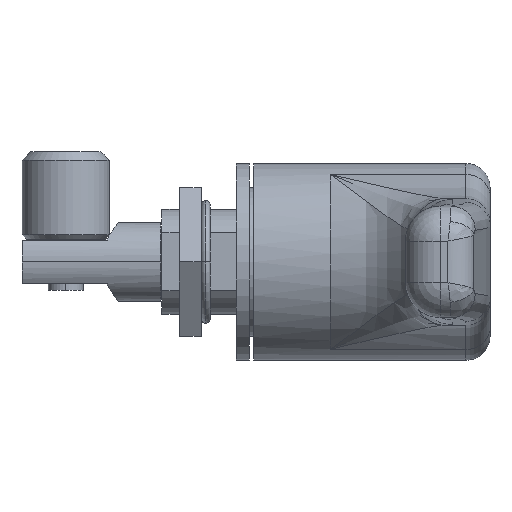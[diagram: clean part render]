
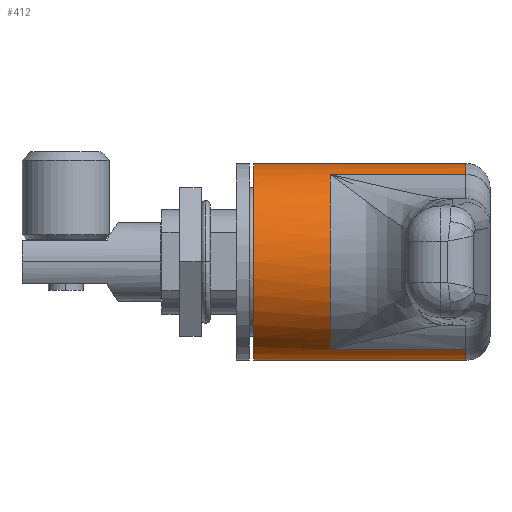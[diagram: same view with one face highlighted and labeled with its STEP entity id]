
A CAD part, front view. The second image highlights one B-rep face of the part: STEP entity #412.
In plain terms, the highlighted cylindrical face has radius 22.5 mm (diameter 45 mm), a partial arc.
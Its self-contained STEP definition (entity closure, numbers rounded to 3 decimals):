
#153 = DIRECTION ( 'NONE',  ( 1., 0., 0. ) ) ;
#155 = CARTESIAN_POINT ( 'NONE',  ( -20., 0., 22.5 ) ) ;
#307 = EDGE_CURVE ( 'NONE', #2202, #2200, #2407, .T. ) ;
#321 = EDGE_CURVE ( 'NONE', #2198, #2185, #2413, .T. ) ;
#412 = ADVANCED_FACE ( 'NONE', ( #4948 ), #4947, .T. ) ;
#501 = DIRECTION ( 'NONE',  ( 1., 0., 0. ) ) ;
#503 = CARTESIAN_POINT ( 'NONE',  ( -20., 0., -22.5 ) ) ;
#635 = EDGE_LOOP ( 'NONE', ( #1407, #1410, #1409, #1411, #1413, #1412, #1414, #1415 ) ) ;
#957 = CARTESIAN_POINT ( 'NONE',  ( -20., 0., 0. ) ) ;
#958 = DIRECTION ( 'NONE',  ( 1., 0., 0. ) ) ;
#959 = DIRECTION ( 'NONE',  ( 0., 0., -1. ) ) ;
#1407 = ORIENTED_EDGE ( 'NONE', *, *, #307, .F. ) ;
#1409 = ORIENTED_EDGE ( 'NONE', *, *, #321, .T. ) ;
#1410 = ORIENTED_EDGE ( 'NONE', *, *, #4651, .F. ) ;
#1411 = ORIENTED_EDGE ( 'NONE', *, *, #4638, .T. ) ;
#1412 = ORIENTED_EDGE ( 'NONE', *, *, #4635, .T. ) ;
#1413 = ORIENTED_EDGE ( 'NONE', *, *, #4640, .F. ) ;
#1414 = ORIENTED_EDGE ( 'NONE', *, *, #4697, .T. ) ;
#1415 = ORIENTED_EDGE ( 'NONE', *, *, #4628, .T. ) ;
#1565 = VERTEX_POINT ( 'NONE', #3629 ) ;
#1570 = VERTEX_POINT ( 'NONE', #3634 ) ;
#1573 = VERTEX_POINT ( 'NONE', #3637 ) ;
#1726 = CARTESIAN_POINT ( 'NONE',  ( -20., -10.316, 19.996 ) ) ;
#1727 = DIRECTION ( 'NONE',  ( 1., 0., 0. ) ) ;
#2185 = VERTEX_POINT ( 'NONE', #3703 ) ;
#2198 = VERTEX_POINT ( 'NONE', #3716 ) ;
#2200 = VERTEX_POINT ( 'NONE', #3718 ) ;
#2202 = VERTEX_POINT ( 'NONE', #3720 ) ;
#2229 = VERTEX_POINT ( 'NONE', #3747 ) ;
#2407 = LINE ( 'NONE', #155, #4813 ) ;
#2413 = LINE ( 'NONE', #503, #4841 ) ;
#2544 = CIRCLE ( 'NONE', #2548, 22.5 ) ;
#2548 = AXIS2_PLACEMENT_3D ( 'NONE', #3759, #3760, #3761 ) ;
#2556 = CIRCLE ( 'NONE', #2558, 22.5 ) ;
#2558 = AXIS2_PLACEMENT_3D ( 'NONE', #3781, #3782, #3783 ) ;
#2561 = CIRCLE ( 'NONE', #2562, 22.5 ) ;
#2562 = AXIS2_PLACEMENT_3D ( 'NONE', #3795, #3796, #3797 ) ;
#2565 = VECTOR ( 'NONE', #3802, 1000. ) ;
#3140 = CIRCLE ( 'NONE', #3143, 22.5 ) ;
#3143 = AXIS2_PLACEMENT_3D ( 'NONE', #3830, #3831, #3832 ) ;
#3197 = VECTOR ( 'NONE', #1727, 1000. ) ;
#3629 = CARTESIAN_POINT ( 'NONE',  ( -5.5, -10.316, 19.996 ) ) ;
#3634 = CARTESIAN_POINT ( 'NONE',  ( -36.5, -10.316, 19.996 ) ) ;
#3637 = CARTESIAN_POINT ( 'NONE',  ( -5.5, -10.316, -19.996 ) ) ;
#3703 = CARTESIAN_POINT ( 'NONE',  ( -5.5, 0., -22.5 ) ) ;
#3716 = CARTESIAN_POINT ( 'NONE',  ( -54., 0., -22.5 ) ) ;
#3718 = CARTESIAN_POINT ( 'NONE',  ( -5.5, 0., 22.5 ) ) ;
#3720 = CARTESIAN_POINT ( 'NONE',  ( -54., 0., 22.5 ) ) ;
#3747 = CARTESIAN_POINT ( 'NONE',  ( -36.5, -10.316, -19.996 ) ) ;
#3759 = CARTESIAN_POINT ( 'NONE',  ( -5.5, 0., 0. ) ) ;
#3760 = DIRECTION ( 'NONE',  ( -1., 0., 0. ) ) ;
#3761 = DIRECTION ( 'NONE',  ( 0., -1., 0. ) ) ;
#3781 = CARTESIAN_POINT ( 'NONE',  ( -36.5, 0., 0. ) ) ;
#3782 = DIRECTION ( 'NONE',  ( -1., 0., 0. ) ) ;
#3783 = DIRECTION ( 'NONE',  ( 0., 1., 0. ) ) ;
#3795 = CARTESIAN_POINT ( 'NONE',  ( -5.5, 0., 0. ) ) ;
#3796 = DIRECTION ( 'NONE',  ( -1., 0., 0. ) ) ;
#3797 = DIRECTION ( 'NONE',  ( 0., -1., 0. ) ) ;
#3801 = CARTESIAN_POINT ( 'NONE',  ( -20., -10.316, -19.996 ) ) ;
#3802 = DIRECTION ( 'NONE',  ( 1., 0., 0. ) ) ;
#3830 = CARTESIAN_POINT ( 'NONE',  ( -54., 0., 0. ) ) ;
#3831 = DIRECTION ( 'NONE',  ( -1., 0., 0. ) ) ;
#3832 = DIRECTION ( 'NONE',  ( 0., -1., 0. ) ) ;
#4628 = EDGE_CURVE ( 'NONE', #1565, #2200, #2544, .T. ) ;
#4635 = EDGE_CURVE ( 'NONE', #2229, #1570, #2556, .T. ) ;
#4638 = EDGE_CURVE ( 'NONE', #2185, #1573, #2561, .T. ) ;
#4640 = EDGE_CURVE ( 'NONE', #2229, #1573, #5100, .T. ) ;
#4651 = EDGE_CURVE ( 'NONE', #2198, #2202, #3140, .T. ) ;
#4697 = EDGE_CURVE ( 'NONE', #1570, #1565, #5161, .T. ) ;
#4813 = VECTOR ( 'NONE', #153, 1000. ) ;
#4841 = VECTOR ( 'NONE', #501, 1000. ) ;
#4947 = CYLINDRICAL_SURFACE ( 'NONE', #5392, 22.5 ) ;
#4948 = FACE_OUTER_BOUND ( 'NONE', #635, .T. ) ;
#5100 = LINE ( 'NONE', #3801, #2565 ) ;
#5161 = LINE ( 'NONE', #1726, #3197 ) ;
#5392 = AXIS2_PLACEMENT_3D ( 'NONE', #957, #958, #959 ) ;
